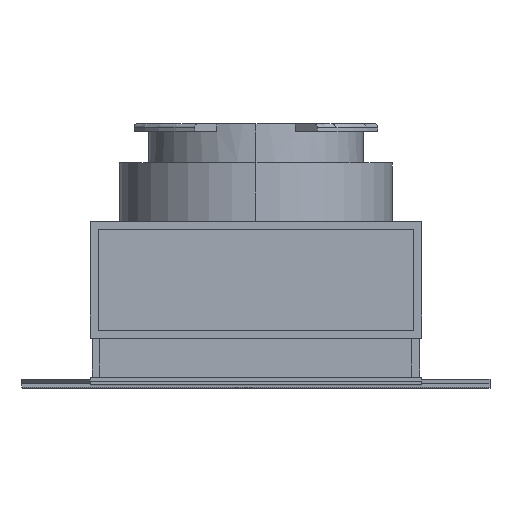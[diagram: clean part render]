
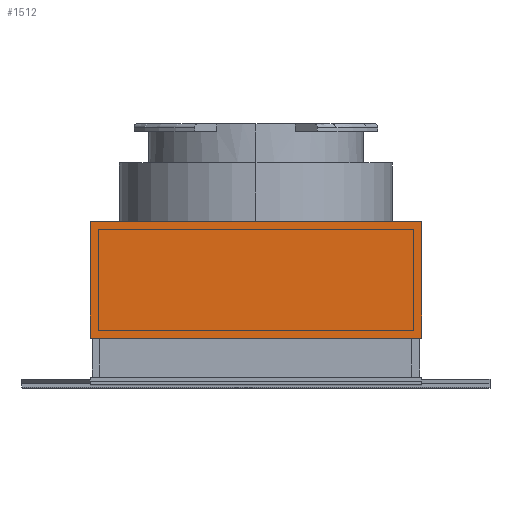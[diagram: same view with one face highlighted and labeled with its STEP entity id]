
A CAD part, top view. The second image highlights one B-rep face of the part: STEP entity #1512.
In plain terms, the highlighted planar face has unit normal (0, 0, 1).
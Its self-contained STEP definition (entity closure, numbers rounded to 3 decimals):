
#36 = DIRECTION ( 'NONE',  ( -1., 0., 0. ) ) ;
#48 = DIRECTION ( 'NONE',  ( -1., 0., 0. ) ) ;
#61 = CARTESIAN_POINT ( 'NONE',  ( -4.25, 4., 4.25 ) ) ;
#146 = AXIS2_PLACEMENT_3D ( 'NONE', #61, #238, #36 ) ;
#202 = ORIENTED_EDGE ( 'NONE', *, *, #1482, .F. ) ;
#238 = DIRECTION ( 'NONE',  ( 0., 0., -1. ) ) ;
#262 = LINE ( 'NONE', #1977, #910 ) ;
#345 = FACE_OUTER_BOUND ( 'NONE', #454, .T. ) ;
#408 = LINE ( 'NONE', #2188, #1373 ) ;
#454 = EDGE_LOOP ( 'NONE', ( #792, #202, #1093, #624 ) ) ;
#494 = EDGE_CURVE ( 'NONE', #1306, #515, #1782, .T. ) ;
#515 = VERTEX_POINT ( 'NONE', #888 ) ;
#530 = VERTEX_POINT ( 'NONE', #2506 ) ;
#624 = ORIENTED_EDGE ( 'NONE', *, *, #2009, .F. ) ;
#792 = ORIENTED_EDGE ( 'NONE', *, *, #494, .T. ) ;
#852 = CARTESIAN_POINT ( 'NONE',  ( -4.25, 4., 4.25 ) ) ;
#888 = CARTESIAN_POINT ( 'NONE',  ( -4.25, 1., 4.25 ) ) ;
#910 = VECTOR ( 'NONE', #2000, 1000. ) ;
#1085 = DIRECTION ( 'NONE',  ( 0., -1., 0. ) ) ;
#1093 = ORIENTED_EDGE ( 'NONE', *, *, #2444, .F. ) ;
#1196 = VECTOR ( 'NONE', #1085, 1000. ) ;
#1209 = CARTESIAN_POINT ( 'NONE',  ( 4.25, 4., 4.25 ) ) ;
#1228 = PLANE ( 'NONE',  #146 ) ;
#1306 = VERTEX_POINT ( 'NONE', #1596 ) ;
#1361 = CARTESIAN_POINT ( 'NONE',  ( 4.25, 1., 4.25 ) ) ;
#1373 = VECTOR ( 'NONE', #48, 1000. ) ;
#1482 = EDGE_CURVE ( 'NONE', #1927, #515, #408, .T. ) ;
#1512 = ADVANCED_FACE ( 'NONE', ( #345 ), #1228, .F. ) ;
#1596 = CARTESIAN_POINT ( 'NONE',  ( -4.25, 4., 4.25 ) ) ;
#1782 = LINE ( 'NONE', #852, #1196 ) ;
#1927 = VERTEX_POINT ( 'NONE', #1361 ) ;
#1937 = LINE ( 'NONE', #1209, #2071 ) ;
#1977 = CARTESIAN_POINT ( 'NONE',  ( -4.25, 4., 4.25 ) ) ;
#2000 = DIRECTION ( 'NONE',  ( 1., 0., 0. ) ) ;
#2009 = EDGE_CURVE ( 'NONE', #1306, #530, #262, .T. ) ;
#2071 = VECTOR ( 'NONE', #2189, 1000. ) ;
#2188 = CARTESIAN_POINT ( 'NONE',  ( -4.25, 1., 4.25 ) ) ;
#2189 = DIRECTION ( 'NONE',  ( 0., -1., 0. ) ) ;
#2444 = EDGE_CURVE ( 'NONE', #530, #1927, #1937, .T. ) ;
#2506 = CARTESIAN_POINT ( 'NONE',  ( 4.25, 4., 4.25 ) ) ;
